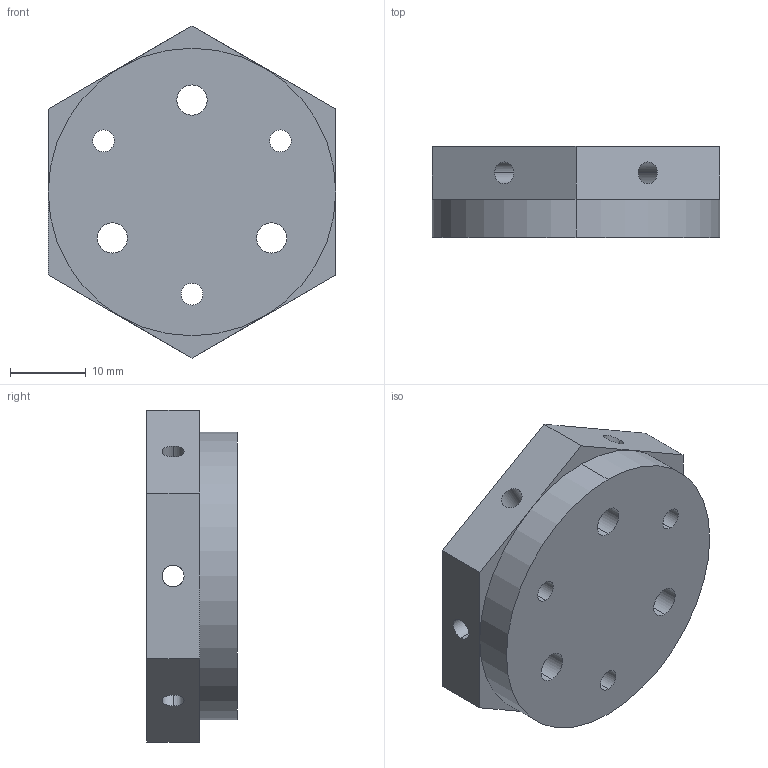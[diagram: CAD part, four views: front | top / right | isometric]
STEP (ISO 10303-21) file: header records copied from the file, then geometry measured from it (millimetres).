
FILE_DESCRIPTION (( 'STEP AP203' ), '1' );
FILE_NAME ('5047嘐隅璃.STEP', '2024-04-07T10:42:23', ( '' ), ( '' ), 'SwSTEP 2.0', 'SolidWorks 2021', '' );
FILE_SCHEMA (( 'CONFIG_CONTROL_DESIGN' ));
Length unit declared in the file: millimetre
Products named in the file (1): 5047嘐隅璃
Bounding box: 38 x 12 x 43.88 mm (x, y, z)
Volume: 12978.9 mm3; surface area: 5580.9 mm2
Topology: 1 solids, 1 shells, 46 faces, 120 edges, 72 vertices
Faces by surface type: cylinder 26, plane 14, cone 6
Entity records: 1525 total; most frequent: CARTESIAN_POINT 275, DIRECTION 254, ORIENTED_EDGE 240, EDGE_CURVE 120, AXIS2_PLACEMENT_3D 99, VERTEX_POINT 72, EDGE_LOOP 64, LINE 56
